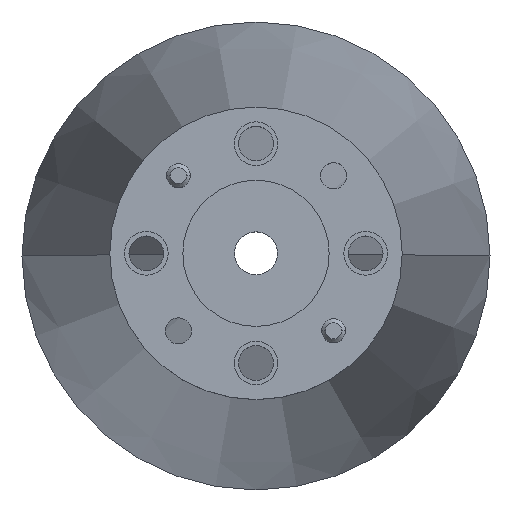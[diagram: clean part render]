
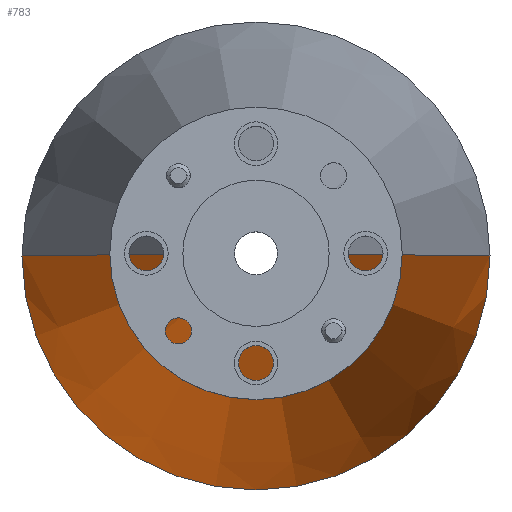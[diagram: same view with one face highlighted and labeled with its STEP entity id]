
A CAD part, top view. The second image highlights one B-rep face of the part: STEP entity #783.
In plain terms, the highlighted conical face has half-angle 7.406 degrees and reference radius 2.667 mm.
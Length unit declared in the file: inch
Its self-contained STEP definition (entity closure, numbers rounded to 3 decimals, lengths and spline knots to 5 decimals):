
#90 = ORIENTED_EDGE ( 'NONE', *, *, #1004, .T. ) ;
#108 = DIRECTION ( 'NONE',  ( -1., 0., 0. ) ) ;
#139 = EDGE_LOOP ( 'NONE', ( #1340, #90, #673, #1925 ) ) ;
#206 = EDGE_CURVE ( 'NONE', #220, #1023, #919, .T. ) ;
#220 = VERTEX_POINT ( 'NONE', #772 ) ;
#227 = CIRCLE ( 'NONE', #725, 0.60005 ) ;
#240 = CIRCLE ( 'NONE', #1506, 0.105 ) ;
#296 = CARTESIAN_POINT ( 'NONE',  ( 0., 0., -0.128 ) ) ;
#429 = FACE_OUTER_BOUND ( 'NONE', #139, .T. ) ;
#442 = DIRECTION ( 'NONE',  ( -1., 0., 0. ) ) ;
#470 = VECTOR ( 'NONE', #742, 39.37008 ) ;
#578 = EDGE_CURVE ( 'NONE', #1878, #1023, #227, .T. ) ;
#586 = DIRECTION ( 'NONE',  ( 0., 0., -1. ) ) ;
#591 = DIRECTION ( 'NONE',  ( -0.129, 0., -0.992 ) ) ;
#616 = CARTESIAN_POINT ( 'NONE',  ( -0.105, 0., -0.128 ) ) ;
#673 = ORIENTED_EDGE ( 'NONE', *, *, #1563, .T. ) ;
#690 = CARTESIAN_POINT ( 'NONE',  ( 0.60005, 0., -3.93645 ) ) ;
#725 = AXIS2_PLACEMENT_3D ( 'NONE', #1285, #1944, #1134 ) ;
#742 = DIRECTION ( 'NONE',  ( 0.129, 0., -0.992 ) ) ;
#750 = CONICAL_SURFACE ( 'NONE', #1581, 0.105, 0.129 ) ;
#772 = CARTESIAN_POINT ( 'NONE',  ( 0.105, 0., -0.128 ) ) ;
#783 = ADVANCED_FACE ( 'NONE', ( #429 ), #750, .T. ) ;
#887 = LINE ( 'NONE', #1475, #1586 ) ;
#919 = LINE ( 'NONE', #1658, #470 ) ;
#923 = VERTEX_POINT ( 'NONE', #616 ) ;
#1004 = EDGE_CURVE ( 'NONE', #220, #923, #240, .T. ) ;
#1023 = VERTEX_POINT ( 'NONE', #690 ) ;
#1134 = DIRECTION ( 'NONE',  ( -1., 0., 0. ) ) ;
#1285 = CARTESIAN_POINT ( 'NONE',  ( 0., 0., -3.93645 ) ) ;
#1340 = ORIENTED_EDGE ( 'NONE', *, *, #206, .F. ) ;
#1453 = CARTESIAN_POINT ( 'NONE',  ( 0., 0., -0.128 ) ) ;
#1475 = CARTESIAN_POINT ( 'NONE',  ( -0.105, 0., -0.128 ) ) ;
#1506 = AXIS2_PLACEMENT_3D ( 'NONE', #1453, #1924, #108 ) ;
#1563 = EDGE_CURVE ( 'NONE', #923, #1878, #887, .T. ) ;
#1581 = AXIS2_PLACEMENT_3D ( 'NONE', #296, #586, #442 ) ;
#1586 = VECTOR ( 'NONE', #591, 39.37008 ) ;
#1658 = CARTESIAN_POINT ( 'NONE',  ( 0.105, 0., -0.128 ) ) ;
#1790 = CARTESIAN_POINT ( 'NONE',  ( -0.60005, 0., -3.93645 ) ) ;
#1878 = VERTEX_POINT ( 'NONE', #1790 ) ;
#1924 = DIRECTION ( 'NONE',  ( 0., 0., -1. ) ) ;
#1925 = ORIENTED_EDGE ( 'NONE', *, *, #578, .T. ) ;
#1944 = DIRECTION ( 'NONE',  ( 0., 0., 1. ) ) ;
